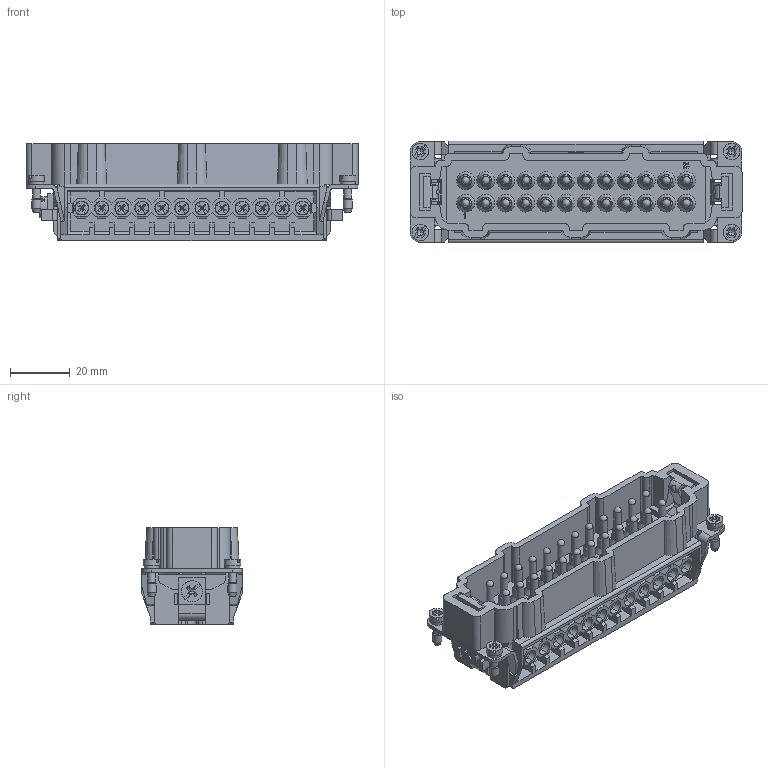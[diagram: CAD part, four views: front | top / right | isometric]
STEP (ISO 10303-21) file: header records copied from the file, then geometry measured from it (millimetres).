
FILE_DESCRIPTION(/* description */ (''),/* implementation_level */ '2;1');
FILE_NAME(/* name */ '100095103ugm000_e.stp',/* time_stamp */ '2019-08-27T06:24:53+02:00',/* author */ (''),/* organization */ (''),/* preprocessor_version */ 'ST-DEVELOPER v16.7',/* originating_system */ 'SIEMENS PLM Software NX 12.0',/* authorisation */ '');
FILE_SCHEMA (('AUTOMOTIVE_DESIGN { 1 0 10303 214 3 1 1 1 }'));
Products named in the file (1): 100095103ugm000_e
Bounding box: 110.85 x 33.9 x 32.42 mm (x, y, z)
Volume: 47709.7 mm3; surface area: 38875.1 mm2
Topology: 1 solids, 5 shells, 3591 faces, 10259 edges, 6773 vertices
Faces by surface type: plane 2024, bspline 756, cylinder 418, cone 311, extrusion 50, sphere 32
Full cylindrical faces by diameter (mm): 0.335 x1, 0.492 x1, 0.6 x2, 2.438 x2, 2.5 x34, 3 x8, 3.2 x25, 5 x4, 5.5 x4, 7 x1
Entity records: 165888 total; most frequent: CARTESIAN_POINT 62579, ORIENTED_EDGE 19618, DIRECTION 14598, EDGE_CURVE 9809, VERTEX_POINT 6541, VECTOR 5528, LINE 5478, AXIS2_PLACEMENT_3D 4535
